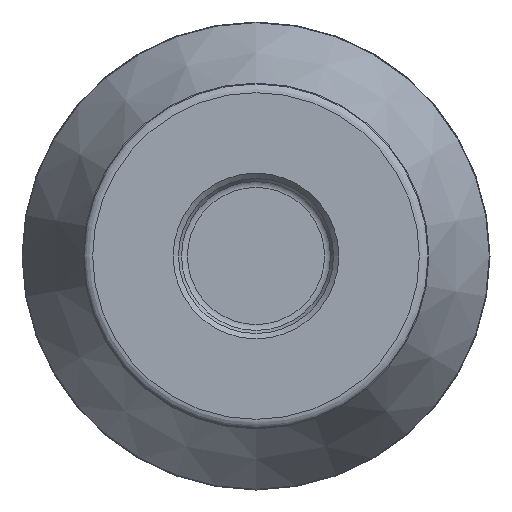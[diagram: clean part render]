
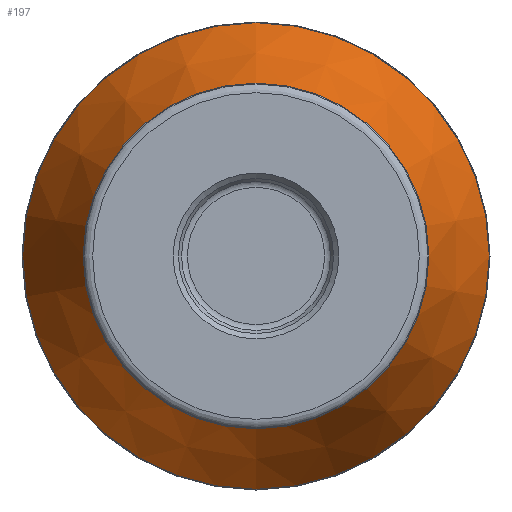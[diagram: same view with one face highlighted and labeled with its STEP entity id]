
A CAD part, left-side view. The second image highlights one B-rep face of the part: STEP entity #197.
In plain terms, the highlighted conical face has half-angle 25 degrees and reference radius 16.245 mm.
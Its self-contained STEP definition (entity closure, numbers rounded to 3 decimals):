
#102=CONICAL_SURFACE('',#837,16.245,25.);
#197=ADVANCED_FACE('',(#291,#292),#102,.T.);
#291=FACE_BOUND('',#380,.T.);
#292=FACE_BOUND('',#381,.T.);
#380=EDGE_LOOP('',(#550));
#381=EDGE_LOOP('',(#551));
#550=ORIENTED_EDGE('',*,*,#719,.T.);
#551=ORIENTED_EDGE('',*,*,#720,.F.);
#634=VERTEX_POINT('',#1976);
#635=VERTEX_POINT('',#1979);
#719=EDGE_CURVE('',#634,#634,#749,.T.);
#720=EDGE_CURVE('',#635,#635,#750,.T.);
#749=CIRCLE('',#834,21.934);
#750=CIRCLE('',#836,16.245);
#834=AXIS2_PLACEMENT_3D('',#1975,#1012,#1013);
#836=AXIS2_PLACEMENT_3D('',#1978,#1016,#1017);
#837=AXIS2_PLACEMENT_3D('',#1980,#1018,#1019);
#1012=DIRECTION('',(-1.,0.,0.));
#1013=DIRECTION('',(0.,0.,-1.));
#1016=DIRECTION('',(-1.,0.,0.));
#1017=DIRECTION('',(0.,0.,-1.));
#1018=DIRECTION('',(1.,0.,0.));
#1019=DIRECTION('',(0.,0.,-1.));
#1975=CARTESIAN_POINT('',(12.726,0.,0.));
#1976=CARTESIAN_POINT('',(12.726,0.,-21.934));
#1978=CARTESIAN_POINT('',(0.526,0.,0.));
#1979=CARTESIAN_POINT('',(0.526,0.,-16.245));
#1980=CARTESIAN_POINT('',(0.526,0.,0.));
